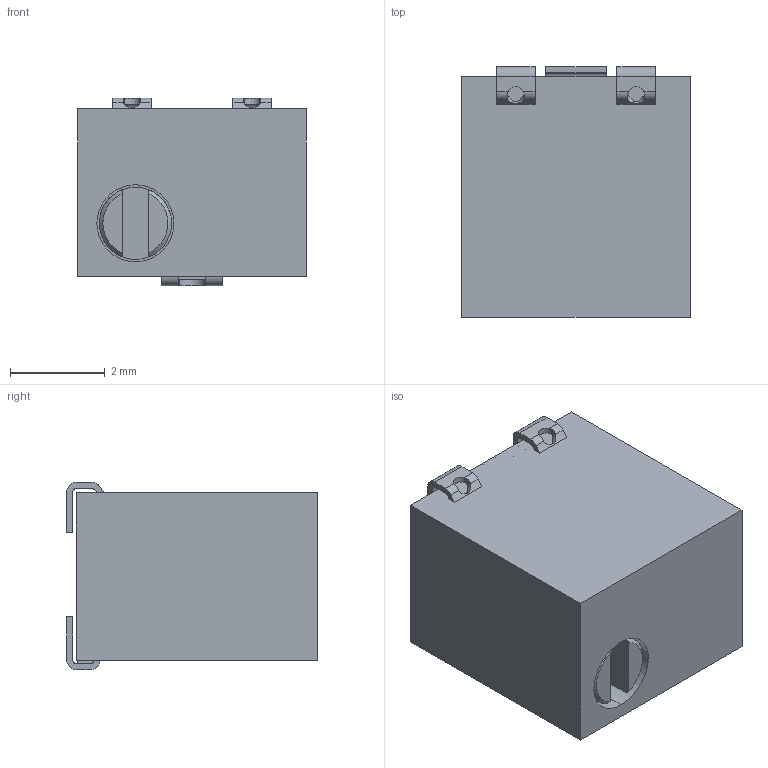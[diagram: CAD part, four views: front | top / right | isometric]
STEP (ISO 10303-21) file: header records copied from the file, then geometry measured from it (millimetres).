
FILE_DESCRIPTION (( 'STEP AP214' ), '1' );
FILE_NAME ('3224W-1-102E.STEP', '2022-12-15T13:53:50', ( '' ), ( '' ), 'SwSTEP 2.0', 'SolidWorks 2022', '' );
FILE_SCHEMA (( 'AUTOMOTIVE_DESIGN' ));
Length unit declared in the file: millimetre
Products named in the file (1): 3224W-1-102E
Bounding box: 4.83 x 5.28 x 3.96 mm (x, y, z)
Volume: 86.7 mm3; surface area: 144.2 mm2
Topology: 2 solids, 2 shells, 123 faces, 348 edges, 226 vertices
Faces by surface type: plane 77, cylinder 32, bspline 12, cone 2
Entity records: 5733 total; most frequent: CARTESIAN_POINT 1181, ORIENTED_EDGE 696, DIRECTION 600, EDGE_CURVE 348, LINE 252, VECTOR 252, VERTEX_POINT 226, AXIS2_PLACEMENT_3D 174
